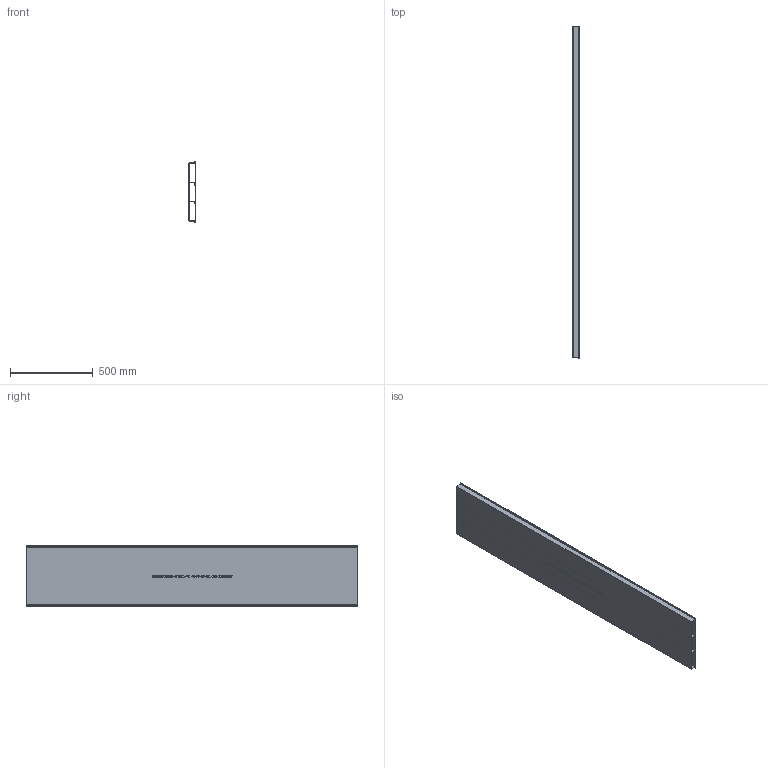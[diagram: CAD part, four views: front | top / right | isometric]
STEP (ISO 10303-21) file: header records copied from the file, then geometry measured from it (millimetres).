
FILE_DESCRIPTION (( 'STEP AP214' ), '1' );
FILE_NAME ('7400340_KSTP1.stp', '2016-10-15T06:48:02', ( '' ), ( '' ), 'SwSTEP 2.0', 'SolidWorks 2016', '' );
FILE_SCHEMA (( 'AUTOMOTIVE_DESIGN' ));
Length unit declared in the file: millimetre
Products named in the file (4): 42171B_F〉 h = 38 mm; 30003B3T2_7400336T2; 30003B3T1_7400340T1; 7400340_KSTP1
Assembly tree (4 placements, depth 2):
  7400340_KSTP1
    30003B3T1_7400340T1
    30003B3T2_7400336T2
    42171B_F〉 h = 38 mm  x2
Bounding box: 37.6 x 2000 x 368 mm (x, y, z)
Volume: 1512720.7 mm3; surface area: 3630352.4 mm2
Topology: 4 solids, 4 shells, 851 faces, 2109 edges, 1390 vertices
Faces by surface type: plane 617, cylinder 124, bspline 110
Entity records: 36712 total; most frequent: CARTESIAN_POINT 10489, ORIENTED_EDGE 4162, DIRECTION 3573, EDGE_CURVE 2081, VECTOR 1617, LINE 1617, VERTEX_POINT 1374, AXIS2_PLACEMENT_3D 978
